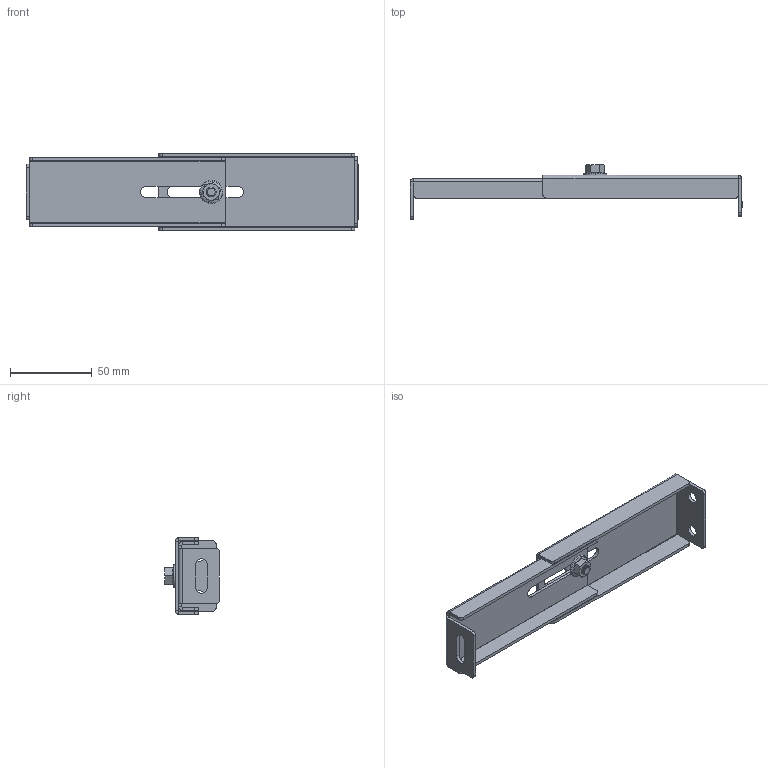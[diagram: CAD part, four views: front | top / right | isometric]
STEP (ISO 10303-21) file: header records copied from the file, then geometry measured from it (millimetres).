
FILE_DESCRIPTION (( 'STEP AP203' ), '1' );
FILE_NAME ('R5SRP02.step', '2011-03-17T12:10:34', ( 'User' ), ( 'DKC' ), 'SwSTEP 2.0', 'SolidWorks 2011', '' );
FILE_SCHEMA (( 'CONFIG_CONTROL_DESIGN' ));
Length unit declared in the file: millimetre
Products named in the file (5): AC00C307_AC00C307; AC00C308_AC00C308; Hexagon Flange Nut DIN 6923 - M6 - S_Hexagon Flange Nut DIN 6923 - M6 - S; DIN 6921 - M6 x 12 x 12-S_DIN 6921 - M6 x 12 x 12-S; R5SRP02
Assembly tree (4 placements, depth 2):
  R5SRP02
    DIN 6921 - M6 x 12 x 12-S_DIN 6921 - M6 x 12 x 12-S
    AC00C307_AC00C307
    Hexagon Flange Nut DIN 6923 - M6 - S_Hexagon Flange Nut DIN 6923 - M6 - S
    AC00C308_AC00C308
Bounding box: 203.43 x 33.6 x 47 mm (x, y, z)
Volume: 34940.2 mm3; surface area: 37192.6 mm2
Topology: 4 solids, 4 shells, 255 faces, 602 edges, 356 vertices
Faces by surface type: cone 90, plane 77, cylinder 72, bspline 12, torus 4
Entity records: 8171 total; most frequent: CARTESIAN_POINT 1776, DIRECTION 1294, ORIENTED_EDGE 1204, EDGE_CURVE 602, AXIS2_PLACEMENT_3D 506, VERTEX_POINT 356, LINE 282, VECTOR 282
